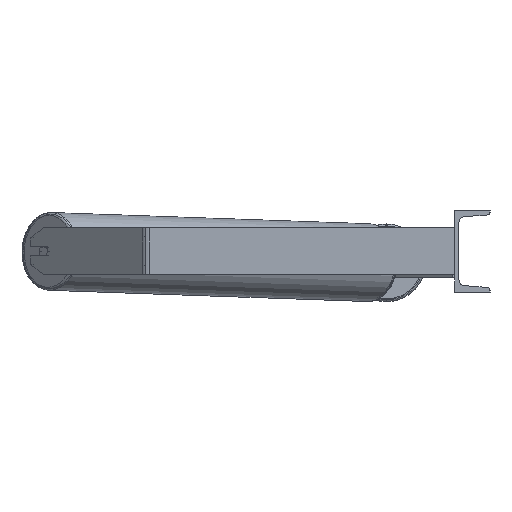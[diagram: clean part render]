
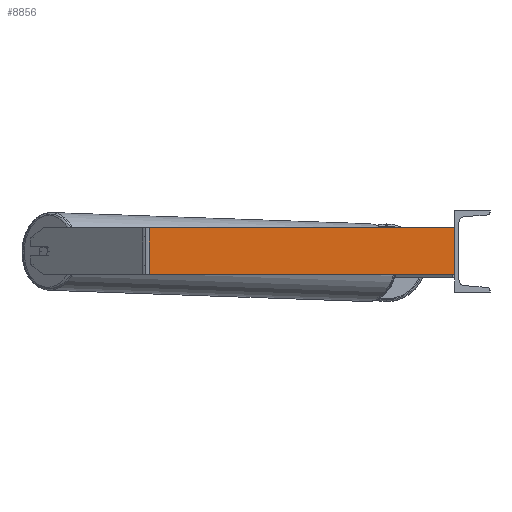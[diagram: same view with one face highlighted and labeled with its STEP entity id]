
A CAD part, left-side view. The second image highlights one B-rep face of the part: STEP entity #8856.
In plain terms, the highlighted planar face has unit normal (-1, 0, 0).
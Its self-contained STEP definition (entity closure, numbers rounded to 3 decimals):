
#8 = VERTEX_POINT ( 'NONE', #5253 ) ;
#315 = EDGE_LOOP ( 'NONE', ( #2699, #2229, #6344, #4717 ) ) ;
#322 = VECTOR ( 'NONE', #4306, 1000. ) ;
#448 = AXIS2_PLACEMENT_3D ( 'NONE', #6905, #1530, #8367 ) ;
#836 = CARTESIAN_POINT ( 'NONE',  ( -1185., 528.927, 40. ) ) ;
#1232 = CARTESIAN_POINT ( 'NONE',  ( -1185., 522.3, 40. ) ) ;
#1375 = CARTESIAN_POINT ( 'NONE',  ( -1185., 522.3, -40. ) ) ;
#1530 = DIRECTION ( 'NONE',  ( 1., 0., 0. ) ) ;
#1970 = VECTOR ( 'NONE', #7508, 1000. ) ;
#2095 = LINE ( 'NONE', #1232, #1970 ) ;
#2229 = ORIENTED_EDGE ( 'NONE', *, *, #5982, .F. ) ;
#2699 = ORIENTED_EDGE ( 'NONE', *, *, #7823, .T. ) ;
#2744 = DIRECTION ( 'NONE',  ( 0., -1., 0. ) ) ;
#2951 = VECTOR ( 'NONE', #7939, 1000. ) ;
#3336 = LINE ( 'NONE', #8888, #3562 ) ;
#3529 = FACE_OUTER_BOUND ( 'NONE', #315, .T. ) ;
#3562 = VECTOR ( 'NONE', #2744, 1000. ) ;
#3786 = VERTEX_POINT ( 'NONE', #4374 ) ;
#4306 = DIRECTION ( 'NONE',  ( 0., -1., 0. ) ) ;
#4374 = CARTESIAN_POINT ( 'NONE',  ( -1185., 0., -40. ) ) ;
#4717 = ORIENTED_EDGE ( 'NONE', *, *, #7284, .T. ) ;
#4853 = CARTESIAN_POINT ( 'NONE',  ( -1185., 0., 40. ) ) ;
#4990 = EDGE_CURVE ( 'NONE', #8, #5021, #7754, .T. ) ;
#5021 = VERTEX_POINT ( 'NONE', #4853 ) ;
#5153 = LINE ( 'NONE', #8568, #2951 ) ;
#5253 = CARTESIAN_POINT ( 'NONE',  ( -1185., 522.3, 40. ) ) ;
#5982 = EDGE_CURVE ( 'NONE', #5021, #3786, #5153, .T. ) ;
#6344 = ORIENTED_EDGE ( 'NONE', *, *, #4990, .F. ) ;
#6905 = CARTESIAN_POINT ( 'NONE',  ( -1185., 528.927, 40. ) ) ;
#7284 = EDGE_CURVE ( 'NONE', #8, #7347, #2095, .T. ) ;
#7347 = VERTEX_POINT ( 'NONE', #1375 ) ;
#7508 = DIRECTION ( 'NONE',  ( 0., 0., -1. ) ) ;
#7754 = LINE ( 'NONE', #836, #322 ) ;
#7758 = PLANE ( 'NONE',  #448 ) ;
#7823 = EDGE_CURVE ( 'NONE', #7347, #3786, #3336, .T. ) ;
#7939 = DIRECTION ( 'NONE',  ( 0., 0., -1. ) ) ;
#8367 = DIRECTION ( 'NONE',  ( 0., 1., 0. ) ) ;
#8568 = CARTESIAN_POINT ( 'NONE',  ( -1185., 0., 40. ) ) ;
#8856 = ADVANCED_FACE ( 'NONE', ( #3529 ), #7758, .F. ) ;
#8888 = CARTESIAN_POINT ( 'NONE',  ( -1185., 528.927, -40. ) ) ;
